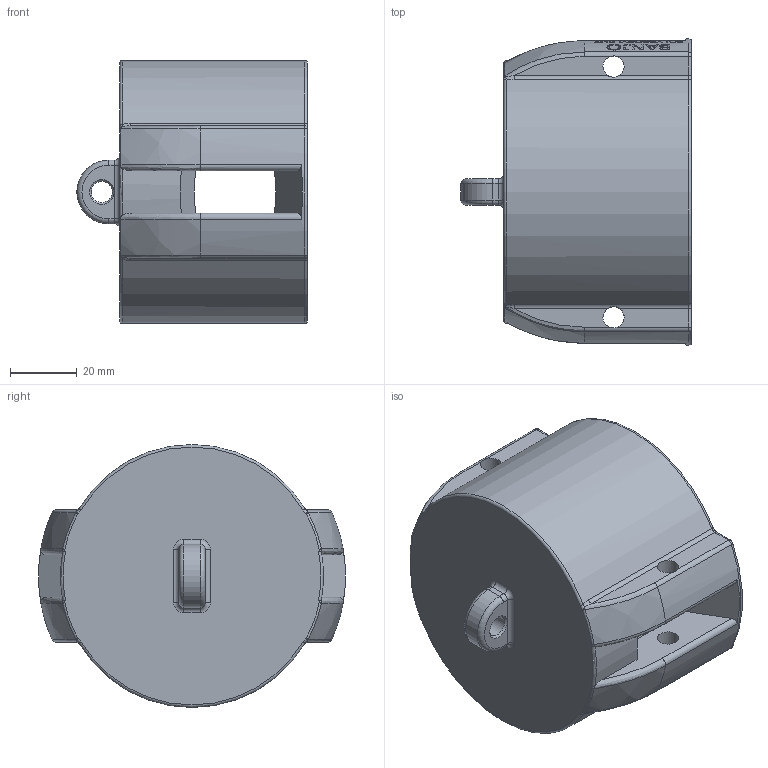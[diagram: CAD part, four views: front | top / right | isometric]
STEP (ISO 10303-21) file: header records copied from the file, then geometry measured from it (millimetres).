
FILE_DESCRIPTION(/* description */ ('2" MOLDED CAP'),/* implementation_level */ '2;1');
FILE_NAME(/* name */ '201CAPSH.stp',/* time_stamp */ '2016-09-22T11:49:43-04:00',/* author */ ('MJC'),/* organization */ (''),/* preprocessor_version */ 'ST-DEVELOPER v16.1',/* originating_system */ 'Autodesk Inventor 2016',/* authorisation */ '');
FILE_SCHEMA (('AUTOMOTIVE_DESIGN { 1 0 10303 214 3 1 1 }'));
Length unit declared in the file: inch
Products named in the file (2): 200XCAP; 201CAPSH
Assembly tree (1 placements, depth 2):
  201CAPSH
    200XCAP
Bounding box: 68.96 x 91.79 x 78.74 mm (x, y, z)
Volume: 121221.2 mm3; surface area: 38538.1 mm2
Topology: 1 solids, 1 shells, 484 faces, 1327 edges, 864 vertices
Faces by surface type: bspline 205, plane 169, cylinder 79, torus 23, sphere 4, cone 4
Full cylindrical faces by diameter (mm): 6.35 x5, 64.135 x1, 67.691 x1
Entity records: 58266 total; most frequent: CARTESIAN_POINT 47548, ORIENTED_EDGE 2604, DIRECTION 1550, EDGE_CURVE 1302, VERTEX_POINT 856, B_SPLINE_CURVE_WITH_KNOTS 554, EDGE_LOOP 534, AXIS2_PLACEMENT_3D 520
